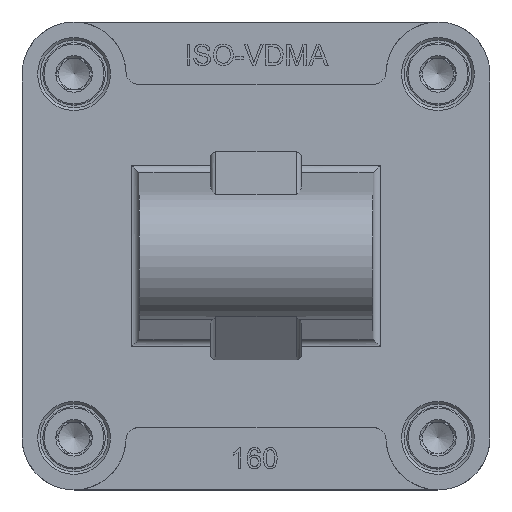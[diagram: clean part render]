
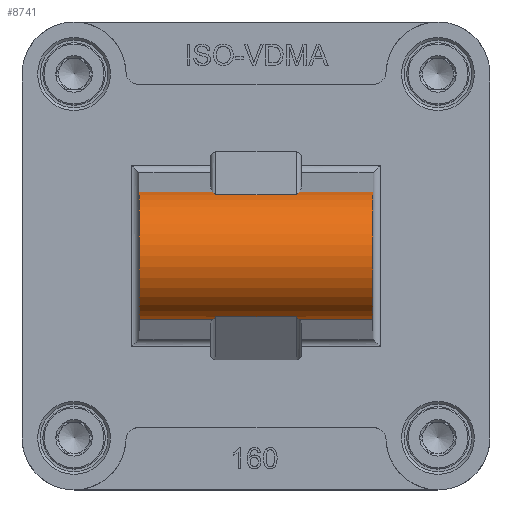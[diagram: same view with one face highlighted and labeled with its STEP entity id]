
A CAD part, top view. The second image highlights one B-rep face of the part: STEP entity #8741.
In plain terms, the highlighted cylindrical face has radius 25 mm (diameter 50 mm), a partial arc.
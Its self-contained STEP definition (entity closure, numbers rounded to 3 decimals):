
#294=CARTESIAN_POINT('',(45.0,24.514,59.906));
#295=VERTEX_POINT('',#294);
#302=CARTESIAN_POINT('',(45.0,-24.514,59.906));
#303=VERTEX_POINT('',#302);
#304=CARTESIAN_POINT('',(45.0,0.0,55.0));
#305=DIRECTION('',(-1.0,0.0,0.0));
#306=DIRECTION('',(0.0,1.0,0.0));
#307=AXIS2_PLACEMENT_3D('',#304,#305,#306);
#308=CIRCLE('',#307,25.0);
#309=EDGE_CURVE('',#303,#295,#308,.T.);
#345=CARTESIAN_POINT('',(16.613,24.514,59.906));
#346=VERTEX_POINT('',#345);
#354=CARTESIAN_POINT('',(16.613,24.514,59.906));
#355=DIRECTION('',(1.0,0.0,0.0));
#356=VECTOR('',#355,28.387);
#357=LINE('',#354,#356);
#358=EDGE_CURVE('',#346,#295,#357,.T.);
#520=CARTESIAN_POINT('',(-45.0,24.514,59.906));
#521=VERTEX_POINT('',#520);
#528=CARTESIAN_POINT('',(-16.613,24.514,59.906));
#529=VERTEX_POINT('',#528);
#530=CARTESIAN_POINT('',(-45.0,24.514,59.906));
#531=DIRECTION('',(1.0,0.0,0.0));
#532=VECTOR('',#531,28.387);
#533=LINE('',#530,#532);
#534=EDGE_CURVE('',#521,#529,#533,.T.);
#560=CARTESIAN_POINT('',(-45.0,-24.514,59.906));
#561=VERTEX_POINT('',#560);
#568=CARTESIAN_POINT('',(-45.0,0.0,55.0));
#569=DIRECTION('',(1.0,0.0,0.0));
#570=DIRECTION('',(0.0,1.0,0.0));
#571=AXIS2_PLACEMENT_3D('',#568,#569,#570);
#572=CIRCLE('',#571,25.0);
#573=EDGE_CURVE('',#521,#561,#572,.T.);
#604=CARTESIAN_POINT('',(-16.613,-24.514,59.906));
#605=VERTEX_POINT('',#604);
#613=CARTESIAN_POINT('',(-45.0,-24.514,59.906));
#614=DIRECTION('',(1.0,0.0,0.0));
#615=VECTOR('',#614,28.387);
#616=LINE('',#613,#615);
#617=EDGE_CURVE('',#605,#561,#616,.F.);
#8295=CARTESIAN_POINT('',(-15.5,-23.377,63.86));
#8296=VERTEX_POINT('',#8295);
#8303=CARTESIAN_POINT('',(-16.613,-24.514,59.906));
#8304=CARTESIAN_POINT('',(-16.499,-24.422,60.363));
#8305=CARTESIAN_POINT('',(-16.376,-24.316,60.828));
#8306=CARTESIAN_POINT('',(-16.001,-23.963,62.188));
#8307=CARTESIAN_POINT('',(-15.739,-23.677,63.07));
#8308=CARTESIAN_POINT('',(-15.5,-23.377,63.86));
#8309=B_SPLINE_CURVE_WITH_KNOTS('',3,(#8303,#8304,#8305,#8306,#8307,#8308),.UNSPECIFIED.,.F.,.U.,(4,2,4),(2.525,2.659,2.922),.UNSPECIFIED.);
#8310=EDGE_CURVE('',#8296,#605,#8309,.F.);
#8329=CARTESIAN_POINT('',(15.5,-23.377,63.86));
#8330=VERTEX_POINT('',#8329);
#8337=CARTESIAN_POINT('',(-15.5,-23.377,63.86));
#8338=DIRECTION('',(1.0,0.0,0.0));
#8339=VECTOR('',#8338,31.0);
#8340=LINE('',#8337,#8339);
#8341=EDGE_CURVE('',#8296,#8330,#8340,.T.);
#8351=CARTESIAN_POINT('',(16.613,-24.514,59.906));
#8352=VERTEX_POINT('',#8351);
#8353=CARTESIAN_POINT('',(15.5,-23.377,63.86));
#8354=CARTESIAN_POINT('',(15.739,-23.677,63.07));
#8355=CARTESIAN_POINT('',(16.001,-23.963,62.188));
#8356=CARTESIAN_POINT('',(16.376,-24.316,60.828));
#8357=CARTESIAN_POINT('',(16.499,-24.422,60.363));
#8358=CARTESIAN_POINT('',(16.613,-24.514,59.906));
#8359=B_SPLINE_CURVE_WITH_KNOTS('',3,(#8353,#8354,#8355,#8356,#8357,#8358),.UNSPECIFIED.,.F.,.U.,(4,2,4),(0.0,0.263,0.398),.UNSPECIFIED.);
#8360=EDGE_CURVE('',#8330,#8352,#8359,.T.);
#8636=CARTESIAN_POINT('',(-15.5,23.377,63.86));
#8637=VERTEX_POINT('',#8636);
#8638=CARTESIAN_POINT('',(-15.5,23.377,63.86));
#8639=CARTESIAN_POINT('',(-15.868,23.838,62.644));
#8640=CARTESIAN_POINT('',(-16.266,24.235,61.298));
#8641=CARTESIAN_POINT('',(-16.613,24.514,59.906));
#8642=B_SPLINE_CURVE_WITH_KNOTS('',3,(#8638,#8639,#8640,#8641),.UNSPECIFIED.,.F.,.U.,(4,4),(0.0,0.405),.UNSPECIFIED.);
#8643=EDGE_CURVE('',#8637,#529,#8642,.T.);
#8682=CARTESIAN_POINT('',(15.5,23.377,63.86));
#8683=VERTEX_POINT('',#8682);
#8690=CARTESIAN_POINT('',(16.613,24.514,59.906));
#8691=CARTESIAN_POINT('',(16.266,24.235,61.298));
#8692=CARTESIAN_POINT('',(15.868,23.838,62.644));
#8693=CARTESIAN_POINT('',(15.5,23.377,63.86));
#8694=B_SPLINE_CURVE_WITH_KNOTS('',3,(#8690,#8691,#8692,#8693),.UNSPECIFIED.,.F.,.U.,(4,4),(2.527,2.933),.UNSPECIFIED.);
#8695=EDGE_CURVE('',#8683,#346,#8694,.F.);
#8706=CARTESIAN_POINT('',(-15.5,23.377,63.86));
#8707=DIRECTION('',(1.0,0.0,0.0));
#8708=VECTOR('',#8707,31.);
#8709=LINE('',#8706,#8708);
#8710=EDGE_CURVE('',#8637,#8683,#8709,.T.);
#8717=CARTESIAN_POINT('',(0.0,0.0,55.0));
#8718=DIRECTION('',(1.0,0.0,0.0));
#8719=DIRECTION('',(0.0,1.0,0.0));
#8720=AXIS2_PLACEMENT_3D('',#8717,#8718,#8719);
#8721=CYLINDRICAL_SURFACE('',#8720,25.0);
#8722=CARTESIAN_POINT('',(16.613,-24.514,59.906));
#8723=DIRECTION('',(1.0,0.0,0.0));
#8724=VECTOR('',#8723,28.387);
#8725=LINE('',#8722,#8724);
#8726=EDGE_CURVE('',#8352,#303,#8725,.T.);
#8727=ORIENTED_EDGE('',*,*,#8726,.T.);
#8728=ORIENTED_EDGE('',*,*,#309,.T.);
#8729=ORIENTED_EDGE('',*,*,#358,.F.);
#8730=ORIENTED_EDGE('',*,*,#8695,.F.);
#8731=ORIENTED_EDGE('',*,*,#8710,.F.);
#8732=ORIENTED_EDGE('',*,*,#8643,.T.);
#8733=ORIENTED_EDGE('',*,*,#534,.F.);
#8734=ORIENTED_EDGE('',*,*,#573,.T.);
#8735=ORIENTED_EDGE('',*,*,#617,.F.);
#8736=ORIENTED_EDGE('',*,*,#8310,.F.);
#8737=ORIENTED_EDGE('',*,*,#8341,.T.);
#8738=ORIENTED_EDGE('',*,*,#8360,.T.);
#8739=EDGE_LOOP('',(#8727,#8728,#8729,#8730,#8731,#8732,#8733,#8734,#8735,#8736,#8737,#8738));
#8740=FACE_OUTER_BOUND('',#8739,.T.);
#8741=ADVANCED_FACE('',(#8740),#8721,.T.);
